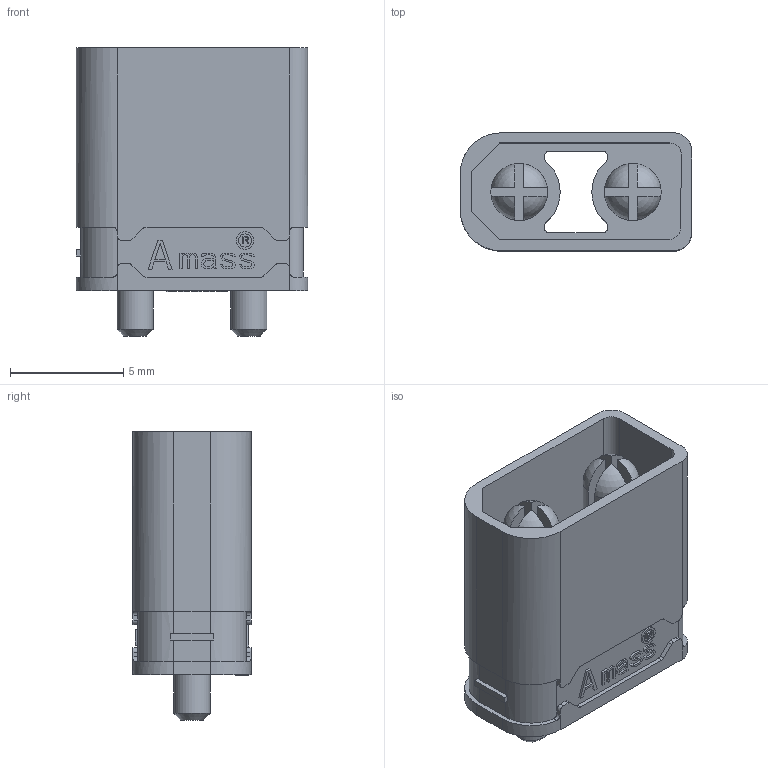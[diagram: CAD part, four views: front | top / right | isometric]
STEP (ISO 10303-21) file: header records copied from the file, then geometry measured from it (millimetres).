
FILE_DESCRIPTION(/* description */ ('Designed by EasyEDA Pro'),/* implementation_level */ '2;1');
FILE_NAME(/* name */ 'AMASS-TH_1x2P-P3.5_V_XT30UPB-M.step',/* time_stamp */ '2024-01-01T22:01:19+08:00',/* author */ ('20220615'),/* organization */ ('Open CASCADE'),/* preprocessor_version */ 'ST-DEVELOPER v19',/* originating_system */ 'Autodesk Inventor 2023',/* authorisation */ 'Unknown');
FILE_SCHEMA (('AUTOMOTIVE_DESIGN { 1 0 10303 214 3 1 1 }'));
Length unit declared in the file: millimetre
Products named in the file (4): PCBModel; CN1; CONN-TH_XT30UPB-M; SOLID
Assembly tree (3 placements, depth 4):
  PCBModel
    CN1
      CONN-TH_XT30UPB-M
        SOLID
Bounding box: 10.2 x 5.2 x 12.7 mm (x, y, z)
Volume: 281.5 mm3; surface area: 843.6 mm2
Topology: 1 solids, 1 shells, 726 faces, 2042 edges, 1356 vertices
Faces by surface type: plane 652, cylinder 64, sphere 8, cone 2
Full cylindrical faces by diameter (mm): 0.58 x1, 0.78 x1, 1.6 x2, 2.5 x4
Entity records: 24040 total; most frequent: CARTESIAN_POINT 4275, ORIENTED_EDGE 4084, DIRECTION 3644, EDGE_CURVE 2042, LINE 1874, VECTOR 1874, VERTEX_POINT 1356, AXIS2_PLACEMENT_3D 885
